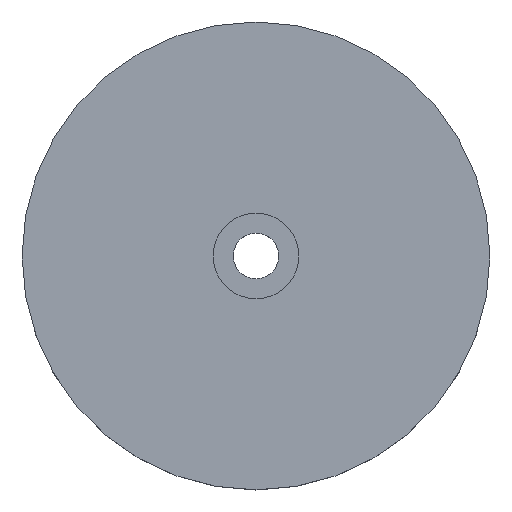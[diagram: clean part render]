
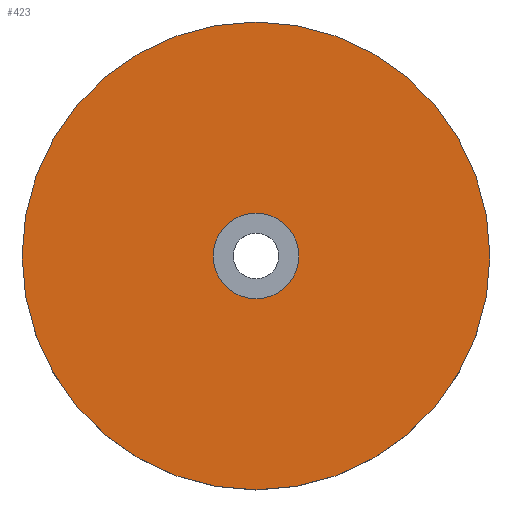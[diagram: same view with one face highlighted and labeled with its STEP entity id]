
A CAD part, top view. The second image highlights one B-rep face of the part: STEP entity #423.
In plain terms, the highlighted planar face has unit normal (0, 0, 1).
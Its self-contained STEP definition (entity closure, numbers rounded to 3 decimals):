
#11 = DIRECTION ( 'NONE',  ( 0., 0., -1. ) ) ;
#12 = CARTESIAN_POINT ( 'NONE',  ( 41., 0., 6. ) ) ;
#85 = AXIS2_PLACEMENT_3D ( 'NONE', #529, #474, #101 ) ;
#101 = DIRECTION ( 'NONE',  ( 1., 0., 0. ) ) ;
#113 = CIRCLE ( 'NONE', #85, 7.5 ) ;
#148 = DIRECTION ( 'NONE',  ( 1., 0., 0. ) ) ;
#150 = PLANE ( 'NONE',  #499 ) ;
#151 = CARTESIAN_POINT ( 'NONE',  ( -41., 0., 6. ) ) ;
#167 = ORIENTED_EDGE ( 'NONE', *, *, #326, .F. ) ;
#173 = ORIENTED_EDGE ( 'NONE', *, *, #310, .T. ) ;
#204 = DIRECTION ( 'NONE',  ( 0., 0., 1. ) ) ;
#232 = CARTESIAN_POINT ( 'NONE',  ( 7.5, 0., 6. ) ) ;
#245 = DIRECTION ( 'NONE',  ( 1., 0., 0. ) ) ;
#251 = VERTEX_POINT ( 'NONE', #232 ) ;
#259 = CARTESIAN_POINT ( 'NONE',  ( 0., 0., 6. ) ) ;
#267 = EDGE_CURVE ( 'NONE', #356, #332, #296, .T. ) ;
#296 = CIRCLE ( 'NONE', #403, 41. ) ;
#299 = FACE_OUTER_BOUND ( 'NONE', #429, .T. ) ;
#303 = DIRECTION ( 'NONE',  ( 0., 0., 1. ) ) ;
#307 = AXIS2_PLACEMENT_3D ( 'NONE', #539, #434, #245 ) ;
#310 = EDGE_CURVE ( 'NONE', #332, #356, #466, .T. ) ;
#326 = EDGE_CURVE ( 'NONE', #251, #348, #415, .T. ) ;
#332 = VERTEX_POINT ( 'NONE', #12 ) ;
#341 = CARTESIAN_POINT ( 'NONE',  ( 0., 0., 6. ) ) ;
#348 = VERTEX_POINT ( 'NONE', #384 ) ;
#356 = VERTEX_POINT ( 'NONE', #151 ) ;
#371 = AXIS2_PLACEMENT_3D ( 'NONE', #259, #303, #492 ) ;
#384 = CARTESIAN_POINT ( 'NONE',  ( -7.5, 0., 6. ) ) ;
#389 = EDGE_CURVE ( 'NONE', #348, #251, #113, .T. ) ;
#403 = AXIS2_PLACEMENT_3D ( 'NONE', #341, #204, #148 ) ;
#414 = ORIENTED_EDGE ( 'NONE', *, *, #389, .F. ) ;
#415 = CIRCLE ( 'NONE', #307, 7.5 ) ;
#423 = ADVANCED_FACE ( 'NONE', ( #580, #299 ), #150, .F. ) ;
#424 = DIRECTION ( 'NONE',  ( -1., 0., 0. ) ) ;
#429 = EDGE_LOOP ( 'NONE', ( #173, #495 ) ) ;
#434 = DIRECTION ( 'NONE',  ( 0., 0., 1. ) ) ;
#461 = EDGE_LOOP ( 'NONE', ( #167, #414 ) ) ;
#466 = CIRCLE ( 'NONE', #371, 41. ) ;
#474 = DIRECTION ( 'NONE',  ( 0., 0., 1. ) ) ;
#492 = DIRECTION ( 'NONE',  ( 1., 0., 0. ) ) ;
#495 = ORIENTED_EDGE ( 'NONE', *, *, #267, .T. ) ;
#499 = AXIS2_PLACEMENT_3D ( 'NONE', #573, #11, #424 ) ;
#529 = CARTESIAN_POINT ( 'NONE',  ( 0., 0., 6. ) ) ;
#539 = CARTESIAN_POINT ( 'NONE',  ( 0., 0., 6. ) ) ;
#573 = CARTESIAN_POINT ( 'NONE',  ( 0., 41., 6. ) ) ;
#580 = FACE_BOUND ( 'NONE', #461, .T. ) ;
